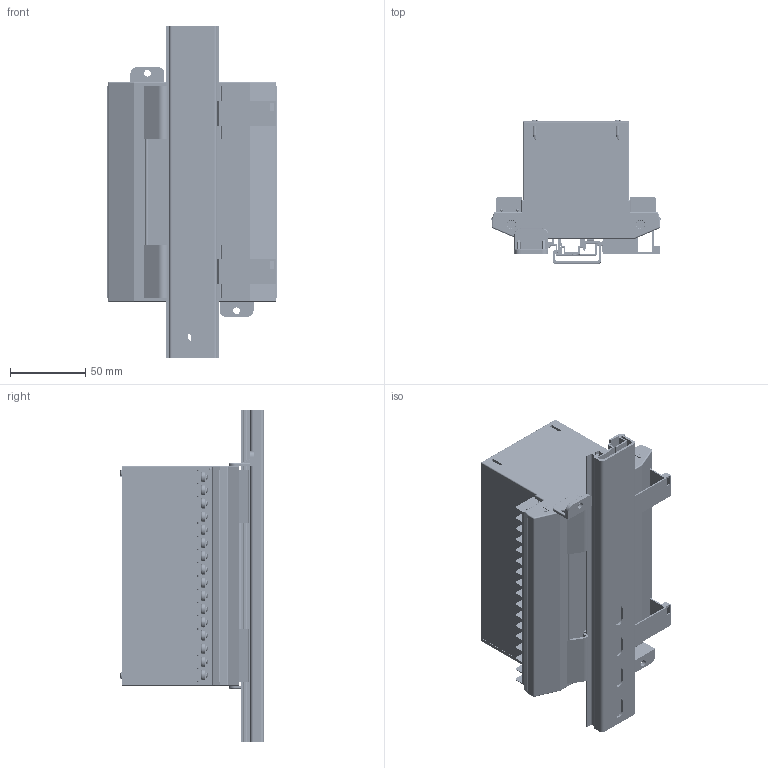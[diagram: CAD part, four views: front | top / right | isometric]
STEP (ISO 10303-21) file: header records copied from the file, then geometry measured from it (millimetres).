
FILE_DESCRIPTION (( 'STEP AP214' ), '1' );
FILE_NAME ('UE-140.STEP', '2022-01-17T12:26:01', ( '' ), ( '' ), 'SwSTEP 2.0', 'SolidWorks 2017', '' );
FILE_SCHEMA (( 'AUTOMOTIVE_DESIGN' ));
Length unit declared in the file: millimetre
Products named in the file (152): Terminal sheetmetal; Terminal Washer; Terminal Plastic; Rail-35-140; Terminal Screw; Spacer Piece; End Plate Screw; Rail-15-140; High Bracket UBRH; Top cover 140; Base PCB UE 140; Pin 140 Solid; Top Cover Screw; UE-140; Terminal Block; Foot Piece; Pin 140; Rail-G-140 Profile; End Piece UE; Vertical PCB UE; Horizontal PCB UE-140
Assembly tree (48 placements, depth 3):
  Terminal sheetmetal
  Terminal Washer
  Terminal sheetmetal
  Rail-35-140
  Terminal sheetmetal
Bounding box: 112.5 x 95.08 x 220 mm (x, y, z)
Volume: 279862.2 mm3; surface area: 363607 mm2
Topology: 131 solids, 131 shells, 6882 faces, 18274 edges, 11692 vertices
Faces by surface type: plane 4112, cylinder 2382, torus 188, cone 148, sphere 36, bspline 16
Entity records: 52126 total; most frequent: CARTESIAN_POINT 9319, DIRECTION 8455, ORIENTED_EDGE 8412, EDGE_CURVE 4206, VECTOR 2901, LINE 2901, AXIS2_PLACEMENT_3D 2777, VERTEX_POINT 2741
